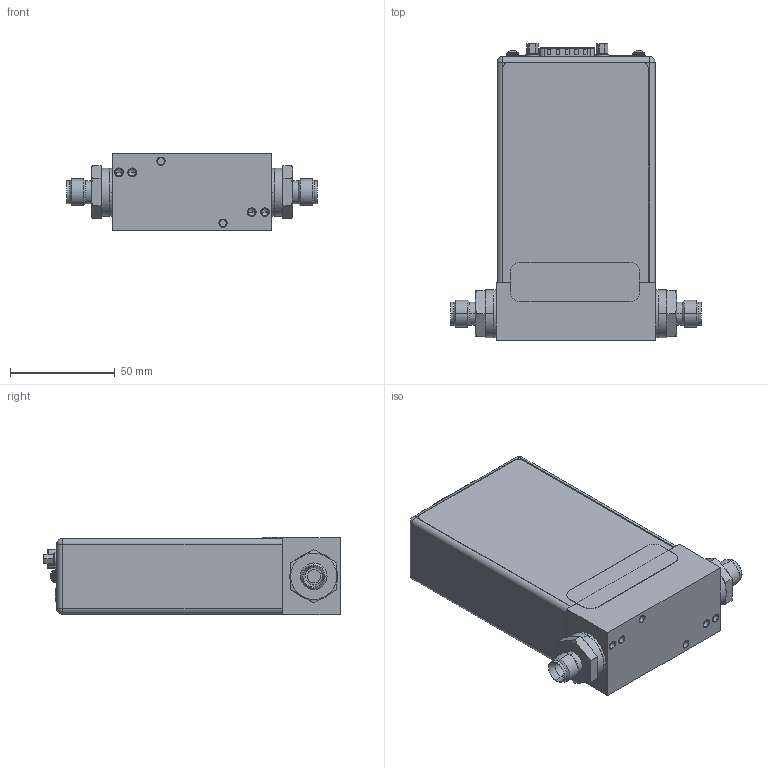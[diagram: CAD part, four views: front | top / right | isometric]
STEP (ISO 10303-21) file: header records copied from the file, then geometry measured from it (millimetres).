
FILE_DESCRIPTION((''),'2;1');
FILE_NAME('GM100A_15-PIN_ANALOG_8VCR_ASM','2016-09-07T',('cockrofm'),(''),'PRO/ENGINEER BY PARAMETRIC TECHNOLOGY CORPORATION, 2016100','PRO/ENGINEER BY PARAMETRIC TECHNOLOGY CORPORATION, 2016100','');
FILE_SCHEMA(('CONFIG_CONTROL_DESIGN'));
Length unit declared in the file: inch
Products named in the file (29): PRT0019_1; PRT0020_1; PRT0021_1; PRT0022_1; PRT0023_1; ASM0009_ASM_ASM_1_ASM; 1046431_10-PIN_HEADER_ASM_1_ASM_ASM; 1046651_20-PIN_CONN_ASM_1_ASM_A_ASM; PRT0024_1; PRT0025_1; PRT0026_1; 1046609_CCA_ASSY_ASM_1_ASM_ASM__ASM; ASM0010_ASM_1; PRT0027_1; PRT0028_1; PRT0029_1; PRT0030_1; PRT0031_1; PRT0032_1; PRT0033_1; PRT0034_1; PRT0035_1; 1054200_100SLM_DUMMY_ASM_1_ASM__ASM; GM100A_15-PIN_4VCR_ASM_ASM_ASM__ASM; PRT0004_1; GM100A_15-PIN_8VCR_ASM_ASM_1_ASM; GM100A_15-PIN_ANALOG_8VCR_ASM_1_ASM; 1064141_FITTING_8MM_TUBE; GM100A_15-PIN_ANALOG_8VCR_ASM
Assembly tree (42 placements, depth 10):
  GM100A_15-PIN_ANALOG_8VCR_ASM
    GM100A_15-PIN_ANALOG_8VCR_ASM_1_ASM
      GM100A_15-PIN_8VCR_ASM_ASM_1_ASM
        GM100A_15-PIN_4VCR_ASM_ASM_ASM__ASM
          1054200_100SLM_DUMMY_ASM_1_ASM__ASM
            PRT0019_1
            PRT0020_1
            1046609_CCA_ASSY_ASM_1_ASM_ASM__ASM
              PRT0021_1
              1046651_20-PIN_CONN_ASM_1_ASM_A_ASM
                1046431_10-PIN_HEADER_ASM_1_ASM_ASM  x2
                  ASM0009_ASM_ASM_1_ASM
                    PRT0022_1  x10
              PRT0024_1
              PRT0025_1
              PRT0026_1
            ASM0010_ASM_1
            PRT0027_1  x2
            PRT0028_1  x2
            PRT0029_1  x2
            PRT0030_1
            PRT0031_1
            PRT0032_1
            PRT0033_1
            PRT0034_1
            PRT0035_1
        PRT0004_1
    1064141_FITTING_8MM_TUBE  x2
Bounding box: 119.99 x 141.83 x 37.08 mm (x, y, z)
Volume: 107093.5 mm3; surface area: 118049.9 mm2
Topology: 43 solids, 51 shells, 2687 faces, 7174 edges, 4675 vertices
Faces by surface type: plane 1896, cylinder 615, extrusion 72, cone 60, torus 31, sphere 8, bspline 5
Entity records: 41846 total; most frequent: CARTESIAN_POINT 8840, DIRECTION 6725, ORIENTED_EDGE 6624, EDGE_CURVE 3326, VECTOR 2487, LINE 2435, VERTEX_POINT 2160, AXIS2_PLACEMENT_3D 2119
